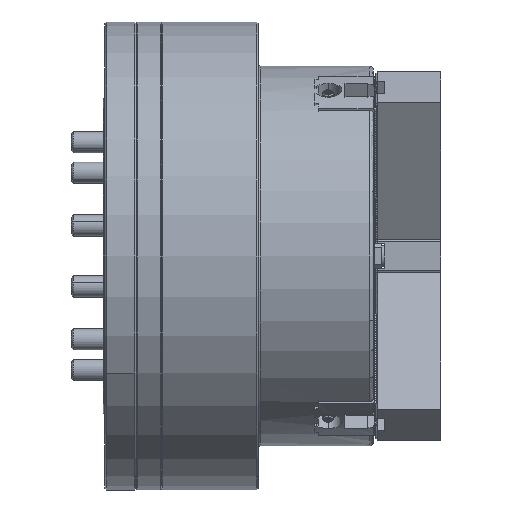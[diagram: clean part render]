
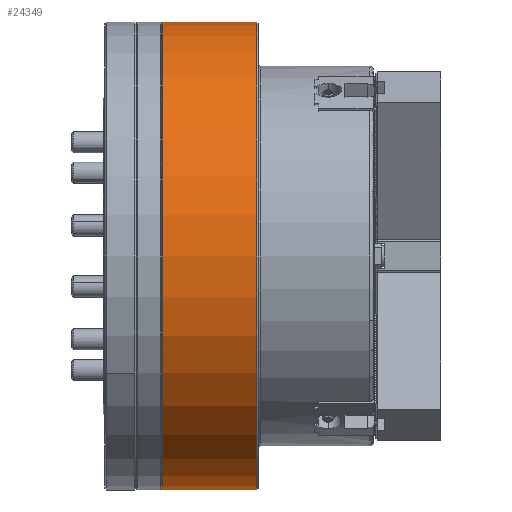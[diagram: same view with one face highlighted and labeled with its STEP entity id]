
A CAD part, front view. The second image highlights one B-rep face of the part: STEP entity #24349.
In plain terms, the highlighted cylindrical face has radius 132.5 mm (diameter 265 mm), a partial arc.
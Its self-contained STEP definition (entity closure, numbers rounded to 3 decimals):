
#501 = DIRECTION ( 'NONE',  ( 0., 0., -1. ) ) ;
#853 = EDGE_LOOP ( 'NONE', ( #32620, #1758, #51214, #23800 ) ) ;
#1758 = ORIENTED_EDGE ( 'NONE', *, *, #47729, .T. ) ;
#2097 = EDGE_CURVE ( 'NONE', #9123, #50021, #34260, .T. ) ;
#8255 = CARTESIAN_POINT ( 'NONE',  ( -1., 0., 0. ) ) ;
#8633 = CYLINDRICAL_SURFACE ( 'NONE', #19258, 132.5 ) ;
#9123 = VERTEX_POINT ( 'NONE', #45718 ) ;
#9943 = FACE_OUTER_BOUND ( 'NONE', #853, .T. ) ;
#10862 = CIRCLE ( 'NONE', #23070, 132.5 ) ;
#10902 = LINE ( 'NONE', #27993, #41907 ) ;
#12463 = DIRECTION ( 'NONE',  ( 0., 0., -1. ) ) ;
#16657 = DIRECTION ( 'NONE',  ( 1., 0., 0. ) ) ;
#16829 = CARTESIAN_POINT ( 'NONE',  ( -54.5, 0., 132.5 ) ) ;
#17092 = CARTESIAN_POINT ( 'NONE',  ( -1., 0., -132.5 ) ) ;
#19258 = AXIS2_PLACEMENT_3D ( 'NONE', #33980, #29920, #501 ) ;
#20255 = EDGE_CURVE ( 'NONE', #36233, #42225, #10902, .T. ) ;
#23070 = AXIS2_PLACEMENT_3D ( 'NONE', #41931, #16657, #46240 ) ;
#23800 = ORIENTED_EDGE ( 'NONE', *, *, #35766, .F. ) ;
#24349 = ADVANCED_FACE ( 'NONE', ( #9943 ), #8633, .T. ) ;
#25398 = AXIS2_PLACEMENT_3D ( 'NONE', #8255, #37698, #12463 ) ;
#25692 = VECTOR ( 'NONE', #27853, 1000. ) ;
#27853 = DIRECTION ( 'NONE',  ( 1., 0., 0. ) ) ;
#27993 = CARTESIAN_POINT ( 'NONE',  ( 143.857, 0., 132.5 ) ) ;
#29920 = DIRECTION ( 'NONE',  ( 1., 0., 0. ) ) ;
#32620 = ORIENTED_EDGE ( 'NONE', *, *, #20255, .F. ) ;
#33980 = CARTESIAN_POINT ( 'NONE',  ( 143.857, 0., 0. ) ) ;
#34260 = LINE ( 'NONE', #53234, #25692 ) ;
#35766 = EDGE_CURVE ( 'NONE', #42225, #50021, #36955, .T. ) ;
#36233 = VERTEX_POINT ( 'NONE', #16829 ) ;
#36955 = CIRCLE ( 'NONE', #25398, 132.5 ) ;
#37698 = DIRECTION ( 'NONE',  ( 1., 0., 0. ) ) ;
#40690 = DIRECTION ( 'NONE',  ( 1., 0., 0. ) ) ;
#41907 = VECTOR ( 'NONE', #40690, 1000. ) ;
#41931 = CARTESIAN_POINT ( 'NONE',  ( -54.5, 0., 0. ) ) ;
#42225 = VERTEX_POINT ( 'NONE', #50559 ) ;
#45718 = CARTESIAN_POINT ( 'NONE',  ( -54.5, 0., -132.5 ) ) ;
#46240 = DIRECTION ( 'NONE',  ( 0., 0., -1. ) ) ;
#47729 = EDGE_CURVE ( 'NONE', #36233, #9123, #10862, .T. ) ;
#50021 = VERTEX_POINT ( 'NONE', #17092 ) ;
#50559 = CARTESIAN_POINT ( 'NONE',  ( -1., 0., 132.5 ) ) ;
#51214 = ORIENTED_EDGE ( 'NONE', *, *, #2097, .T. ) ;
#53234 = CARTESIAN_POINT ( 'NONE',  ( 143.857, 0., -132.5 ) ) ;
